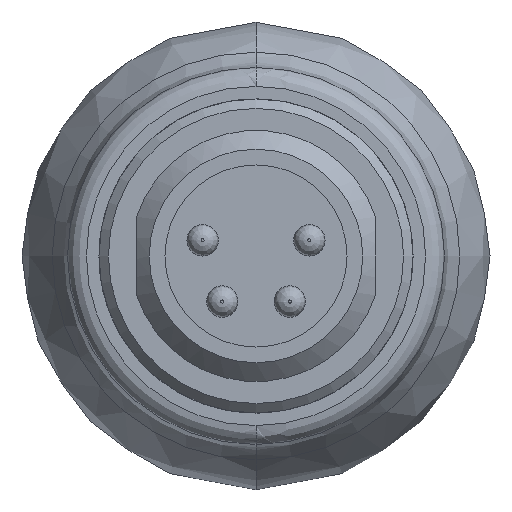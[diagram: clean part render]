
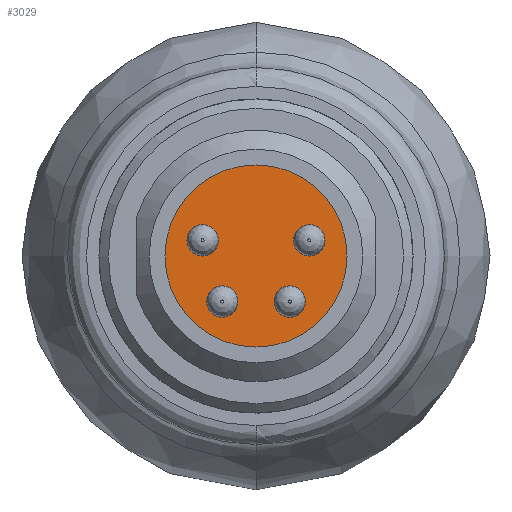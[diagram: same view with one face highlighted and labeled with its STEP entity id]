
A CAD part, left-side view. The second image highlights one B-rep face of the part: STEP entity #3029.
In plain terms, the highlighted planar face has unit normal (-1, 0, 0).
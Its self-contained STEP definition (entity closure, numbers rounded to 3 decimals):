
#1442=CARTESIAN_POINT('',(-19.1,1.2,0.5));
#1443=VERTEX_POINT('',#1442);
#1444=CARTESIAN_POINT('',(-19.1,0.7,0.5));
#1445=DIRECTION('',(1.0,0.0,0.0));
#1446=DIRECTION('',(0.0,-1.0,0.0));
#1447=AXIS2_PLACEMENT_3D('',#1444,#1445,#1446);
#1448=CIRCLE('',#1447,0.5);
#1449=EDGE_CURVE('',#1443,#1443,#1448,.T.);
#1547=CARTESIAN_POINT('',(-19.1,0.575,-1.45));
#1548=VERTEX_POINT('',#1547);
#1549=CARTESIAN_POINT('',(-19.1,0.075,-1.45));
#1550=DIRECTION('',(1.0,0.0,0.0));
#1551=DIRECTION('',(0.0,-1.0,0.0));
#1552=AXIS2_PLACEMENT_3D('',#1549,#1550,#1551);
#1553=CIRCLE('',#1552,0.5);
#1554=EDGE_CURVE('',#1548,#1548,#1553,.T.);
#1652=CARTESIAN_POINT('',(-19.1,-1.575,-1.45));
#1653=VERTEX_POINT('',#1652);
#1654=CARTESIAN_POINT('',(-19.1,-2.075,-1.45));
#1655=DIRECTION('',(1.0,0.0,0.0));
#1656=DIRECTION('',(0.0,-1.0,0.0));
#1657=AXIS2_PLACEMENT_3D('',#1654,#1655,#1656);
#1658=CIRCLE('',#1657,0.5);
#1659=EDGE_CURVE('',#1653,#1653,#1658,.T.);
#1757=CARTESIAN_POINT('',(-19.1,-2.2,0.5));
#1758=VERTEX_POINT('',#1757);
#1759=CARTESIAN_POINT('',(-19.1,-2.7,0.5));
#1760=DIRECTION('',(1.0,0.0,0.0));
#1761=DIRECTION('',(0.0,-1.0,0.0));
#1762=AXIS2_PLACEMENT_3D('',#1759,#1760,#1761);
#1763=CIRCLE('',#1762,0.5);
#1764=EDGE_CURVE('',#1758,#1758,#1763,.T.);
#2994=CARTESIAN_POINT('',(-19.1,-3.9,0.));
#2995=VERTEX_POINT('',#2994);
#2996=CARTESIAN_POINT('',(-19.1,-1.,0.));
#2997=DIRECTION('',(-1.0,0.0,0.0));
#2998=DIRECTION('',(0.0,-1.0,0.0));
#2999=AXIS2_PLACEMENT_3D('',#2996,#2997,#2998);
#3000=CIRCLE('',#2999,2.9);
#3001=EDGE_CURVE('',#2995,#2995,#3000,.T.);
#3009=CARTESIAN_POINT('',(-19.1,-2.45,0.));
#3010=DIRECTION('',(-1.0,0.0,0.0));
#3011=DIRECTION('',(0.0,0.0,1.0));
#3012=AXIS2_PLACEMENT_3D('',#3009,#3010,#3011);
#3013=PLANE('',#3012);
#3014=ORIENTED_EDGE('',*,*,#3001,.T.);
#3015=EDGE_LOOP('',(#3014));
#3016=FACE_OUTER_BOUND('',#3015,.T.);
#3017=ORIENTED_EDGE('',*,*,#1659,.T.);
#3018=EDGE_LOOP('',(#3017));
#3019=FACE_BOUND('',#3018,.T.);
#3020=ORIENTED_EDGE('',*,*,#1554,.T.);
#3021=EDGE_LOOP('',(#3020));
#3022=FACE_BOUND('',#3021,.T.);
#3023=ORIENTED_EDGE('',*,*,#1449,.T.);
#3024=EDGE_LOOP('',(#3023));
#3025=FACE_BOUND('',#3024,.T.);
#3026=ORIENTED_EDGE('',*,*,#1764,.T.);
#3027=EDGE_LOOP('',(#3026));
#3028=FACE_BOUND('',#3027,.T.);
#3029=ADVANCED_FACE('',(#3016,#3019,#3022,#3025,#3028),#3013,.T.);
